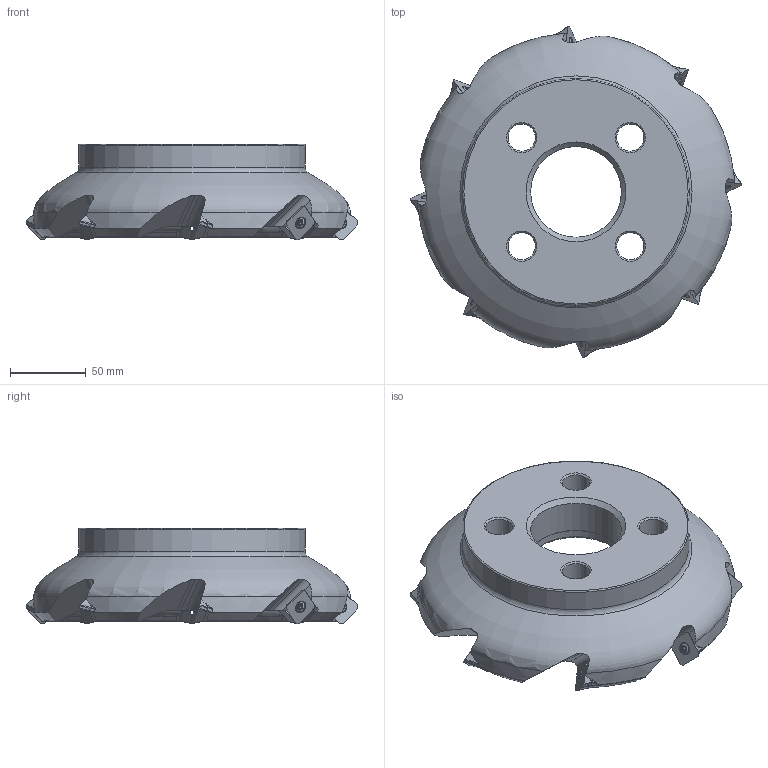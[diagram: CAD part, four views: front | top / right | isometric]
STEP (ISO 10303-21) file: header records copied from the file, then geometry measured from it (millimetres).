
FILE_DESCRIPTION(/* description */ (''),/* implementation_level */ '2;1');
FILE_NAME(/* name */ 'toolassembly_1.stp',/* time_stamp */ '2019-09-03T14:11:26+02:00',/* author */ (''),/* organization */ ('SMS'),/* preprocessor_version */ 'ST-DEVELOPER v16.7',/* originating_system */ 'SIEMENS PLM Software NX 12.0',/* authorisation */ '');
FILE_SCHEMA (('AUTOMOTIVE_DESIGN { 1 0 10303 214 3 1 1 1 }'));
Length unit declared in the file: millimetre
Products named in the file (4): CUT_20190903141052; NOCUT_20190903141018; ASSEMBLY_CONSTRUCTION; TOOLASSEMBLY_1
Assembly tree (10 placements, depth 2):
  TOOLASSEMBLY_1
    ASSEMBLY_CONSTRUCTION
    NOCUT_20190903141018
    CUT_20190903141052  x8
Bounding box: 219.66 x 219.66 x 63 mm (x, y, z)
Volume: 966637.4 mm3; surface area: 114761.1 mm2
Topology: 9 solids, 9 shells, 835 faces, 2230 edges, 1457 vertices
Faces by surface type: plane 291, cylinder 216, cone 114, torus 76, bspline 64, extrusion 64, sphere 8, revolution 2
Full cylindrical faces by diameter (mm): 4.5 x8, 5.7 x8, 7.15 x8, 8.103 x8, 18 x4, 60.015 x1, 60.3 x1, 128.5 x1, 150 x1
Entity records: 22546 total; most frequent: CARTESIAN_POINT 8695, ORIENTED_EDGE 2928, DIRECTION 2654, EDGE_CURVE 1464, AXIS2_PLACEMENT_3D 1116, VERTEX_POINT 976, EDGE_LOOP 692, ADVANCED_FACE 590
